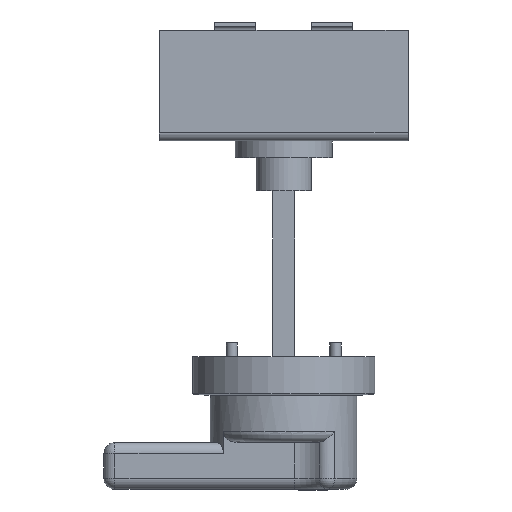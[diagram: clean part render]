
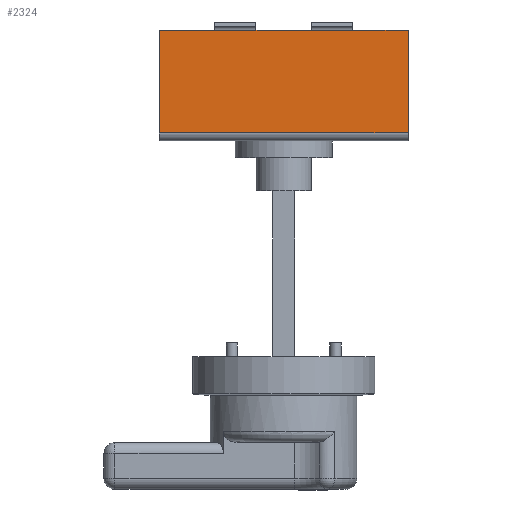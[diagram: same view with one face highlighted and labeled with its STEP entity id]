
A CAD part, front view. The second image highlights one B-rep face of the part: STEP entity #2324.
In plain terms, the highlighted planar face has unit normal (0, -1, 0).
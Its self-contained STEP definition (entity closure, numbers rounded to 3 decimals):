
#215 = DIRECTION ( 'NONE',  ( 0., 0., -1. ) ) ;
#229 = VERTEX_POINT ( 'NONE', #1955 ) ;
#295 = LINE ( 'NONE', #5165, #2004 ) ;
#337 = LINE ( 'NONE', #2276, #3846 ) ;
#447 = EDGE_CURVE ( 'NONE', #3043, #6057, #2240, .T. ) ;
#671 = PLANE ( 'NONE',  #1926 ) ;
#735 = DIRECTION ( 'NONE',  ( 0., 0., 1. ) ) ;
#803 = DIRECTION ( 'NONE',  ( 1., 0., 0. ) ) ;
#961 = CARTESIAN_POINT ( 'NONE',  ( 45., -57.5, 3. ) ) ;
#1149 = CARTESIAN_POINT ( 'NONE',  ( 10., -57.5, 40. ) ) ;
#1239 = VECTOR ( 'NONE', #4201, 1000. ) ;
#1278 = CARTESIAN_POINT ( 'NONE',  ( 45., -57.5, 43. ) ) ;
#1388 = ORIENTED_EDGE ( 'NONE', *, *, #4570, .F. ) ;
#1440 = EDGE_CURVE ( 'NONE', #4299, #3176, #5554, .T. ) ;
#1549 = ORIENTED_EDGE ( 'NONE', *, *, #1607, .T. ) ;
#1607 = EDGE_CURVE ( 'NONE', #3088, #229, #337, .T. ) ;
#1637 = VERTEX_POINT ( 'NONE', #6182 ) ;
#1806 = VERTEX_POINT ( 'NONE', #4557 ) ;
#1926 = AXIS2_PLACEMENT_3D ( 'NONE', #4545, #5943, #735 ) ;
#1955 = CARTESIAN_POINT ( 'NONE',  ( -25., -57.5, 40. ) ) ;
#2004 = VECTOR ( 'NONE', #803, 1000. ) ;
#2065 = EDGE_CURVE ( 'NONE', #3176, #6057, #3851, .T. ) ;
#2240 = LINE ( 'NONE', #1278, #1239 ) ;
#2276 = CARTESIAN_POINT ( 'NONE',  ( -25., -57.5, 40. ) ) ;
#2324 = ADVANCED_FACE ( 'NONE', ( #5599 ), #671, .F. ) ;
#2451 = ORIENTED_EDGE ( 'NONE', *, *, #1440, .T. ) ;
#2468 = ORIENTED_EDGE ( 'NONE', *, *, #5978, .F. ) ;
#2587 = CARTESIAN_POINT ( 'NONE',  ( -45., -57.5, 43. ) ) ;
#2703 = VECTOR ( 'NONE', #2855, 1000. ) ;
#2735 = VECTOR ( 'NONE', #5908, 1000. ) ;
#2855 = DIRECTION ( 'NONE',  ( 1., 0., 0. ) ) ;
#2859 = ORIENTED_EDGE ( 'NONE', *, *, #2865, .F. ) ;
#2865 = EDGE_CURVE ( 'NONE', #1637, #3043, #295, .T. ) ;
#2883 = VECTOR ( 'NONE', #215, 1000. ) ;
#2889 = EDGE_CURVE ( 'NONE', #1637, #1806, #5505, .T. ) ;
#2935 = CARTESIAN_POINT ( 'NONE',  ( -10., -57.5, 40. ) ) ;
#3043 = VERTEX_POINT ( 'NONE', #5916 ) ;
#3045 = LINE ( 'NONE', #4444, #2735 ) ;
#3088 = VERTEX_POINT ( 'NONE', #2935 ) ;
#3176 = VERTEX_POINT ( 'NONE', #5501 ) ;
#3189 = VECTOR ( 'NONE', #5263, 1000. ) ;
#3231 = CARTESIAN_POINT ( 'NONE',  ( 10., -57.5, 40. ) ) ;
#3846 = VECTOR ( 'NONE', #6150, 1000. ) ;
#3851 = LINE ( 'NONE', #961, #3189 ) ;
#3946 = ORIENTED_EDGE ( 'NONE', *, *, #447, .F. ) ;
#4201 = DIRECTION ( 'NONE',  ( 0., 0., -1. ) ) ;
#4299 = VERTEX_POINT ( 'NONE', #5529 ) ;
#4444 = CARTESIAN_POINT ( 'NONE',  ( -25., -57.5, 40. ) ) ;
#4545 = CARTESIAN_POINT ( 'NONE',  ( -45., -57.5, 43. ) ) ;
#4557 = CARTESIAN_POINT ( 'NONE',  ( 10., -57.5, 40. ) ) ;
#4570 = EDGE_CURVE ( 'NONE', #4299, #229, #3045, .T. ) ;
#4843 = ORIENTED_EDGE ( 'NONE', *, *, #2065, .T. ) ;
#5032 = DIRECTION ( 'NONE',  ( -1., 0., 0. ) ) ;
#5146 = LINE ( 'NONE', #3231, #2703 ) ;
#5165 = CARTESIAN_POINT ( 'NONE',  ( 25., -57.5, 40. ) ) ;
#5194 = EDGE_LOOP ( 'NONE', ( #3946, #2859, #5898, #2468, #1549, #1388, #2451, #4843 ) ) ;
#5263 = DIRECTION ( 'NONE',  ( 1., 0., 0. ) ) ;
#5501 = CARTESIAN_POINT ( 'NONE',  ( -45., -57.5, 3. ) ) ;
#5505 = LINE ( 'NONE', #1149, #5555 ) ;
#5529 = CARTESIAN_POINT ( 'NONE',  ( -45., -57.5, 40. ) ) ;
#5554 = LINE ( 'NONE', #2587, #2883 ) ;
#5555 = VECTOR ( 'NONE', #5032, 1000. ) ;
#5599 = FACE_OUTER_BOUND ( 'NONE', #5194, .T. ) ;
#5751 = CARTESIAN_POINT ( 'NONE',  ( 45., -57.5, 3. ) ) ;
#5898 = ORIENTED_EDGE ( 'NONE', *, *, #2889, .T. ) ;
#5908 = DIRECTION ( 'NONE',  ( 1., 0., 0. ) ) ;
#5916 = CARTESIAN_POINT ( 'NONE',  ( 45., -57.5, 40. ) ) ;
#5943 = DIRECTION ( 'NONE',  ( 0., 1., 0. ) ) ;
#5978 = EDGE_CURVE ( 'NONE', #3088, #1806, #5146, .T. ) ;
#6057 = VERTEX_POINT ( 'NONE', #5751 ) ;
#6150 = DIRECTION ( 'NONE',  ( -1., 0., 0. ) ) ;
#6182 = CARTESIAN_POINT ( 'NONE',  ( 25., -57.5, 40. ) ) ;
